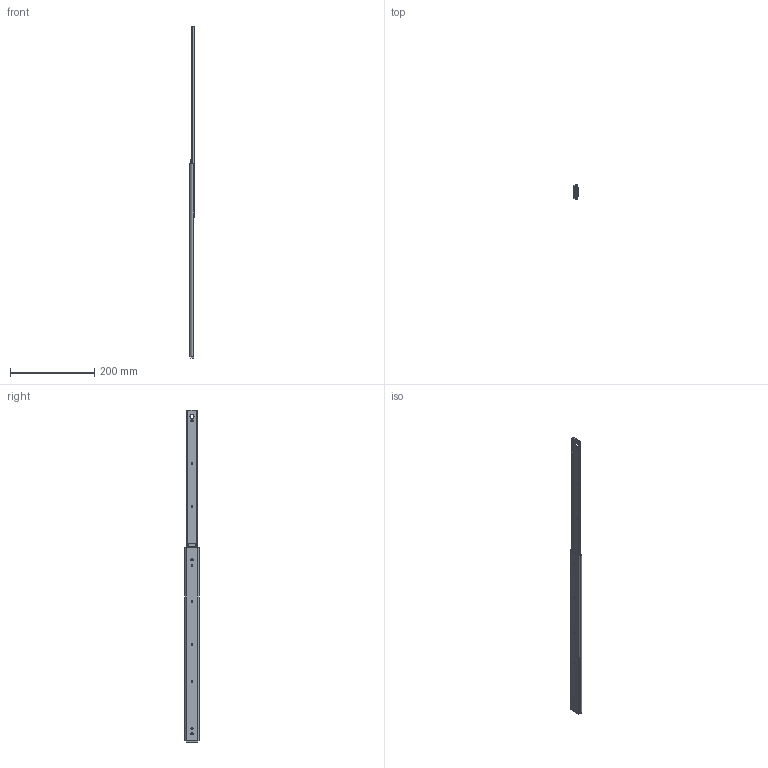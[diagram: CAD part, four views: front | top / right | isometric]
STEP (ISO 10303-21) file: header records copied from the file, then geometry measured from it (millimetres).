
FILE_DESCRIPTION (( 'STEP AP203' ), '1' );
FILE_NAME ('K-251-HDS-18.STEP', '2012-06-22T04:55:49', ( '11sw' ), ( 'タキゲン製造株式会社' ), 'SwSTEP 2.0', 'SolidWorks 2011', '' );
FILE_SCHEMA (( 'CONFIG_CONTROL_DESIGN' ));
Length unit declared in the file: millimetre
Products named in the file (3): K-251-HDS-18インナーメンバー_; K-251-HDS-18アウターメンバー_; K-251-HDS-18
Assembly tree (2 placements, depth 2):
  K-251-HDS-18
    K-251-HDS-18アウターメンバー_
    K-251-HDS-18インナーメンバー_
Bounding box: 9.6 x 35.27 x 787.7 mm (x, y, z)
Volume: 59446.7 mm3; surface area: 76949 mm2
Topology: 2 solids, 2 shells, 111 faces, 311 edges, 206 vertices
Faces by surface type: plane 69, cylinder 42
Entity records: 3930 total; most frequent: CARTESIAN_POINT 633, DIRECTION 627, ORIENTED_EDGE 622, EDGE_CURVE 311, VECTOR 227, LINE 227, VERTEX_POINT 206, AXIS2_PLACEMENT_3D 200
